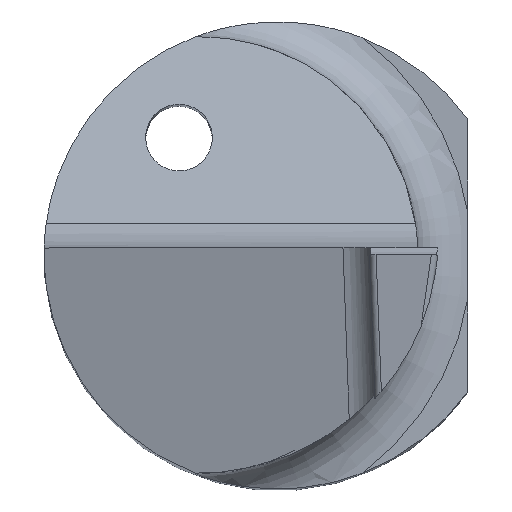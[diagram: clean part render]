
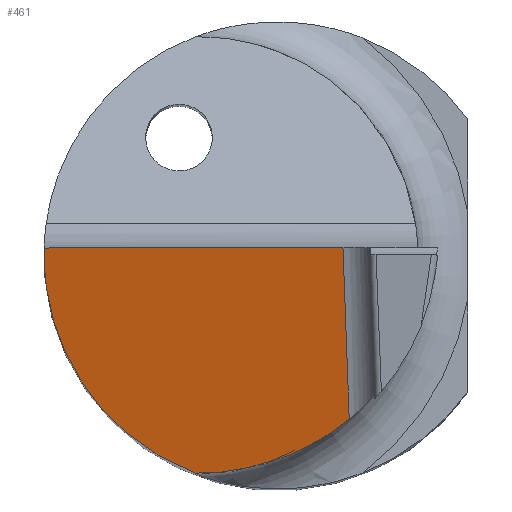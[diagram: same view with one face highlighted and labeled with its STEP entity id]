
A CAD part, top view. The second image highlights one B-rep face of the part: STEP entity #461.
In plain terms, the highlighted planar face has unit normal (-0.258, -0.07, 0.964).
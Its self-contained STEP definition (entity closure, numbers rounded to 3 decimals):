
#6 = EDGE_LOOP ( 'NONE', ( #144, #602, #80, #518, #718, #130 ) ) ;
#12 = CARTESIAN_POINT ( 'NONE',  ( -2.541, 0.1, 22.425 ) ) ;
#29 = CARTESIAN_POINT ( 'NONE',  ( -0.846, -3.282, 22.634 ) ) ;
#33 = VECTOR ( 'NONE', #120, 1000. ) ;
#43 = CARTESIAN_POINT ( 'NONE',  ( 0.076, -3.034, 22.899 ) ) ;
#63 = CARTESIAN_POINT ( 'NONE',  ( 0.799, -2.69, 23.118 ) ) ;
#69 = EDGE_CURVE ( 'NONE', #858, #799, #800, .T. ) ;
#80 = ORIENTED_EDGE ( 'NONE', *, *, #69, .F. ) ;
#120 = DIRECTION ( 'NONE',  ( -0.036, 0.997, 0.062 ) ) ;
#127 = CARTESIAN_POINT ( 'NONE',  ( -1.236, -3.274, 22.53 ) ) ;
#130 = ORIENTED_EDGE ( 'NONE', *, *, #370, .F. ) ;
#144 = ORIENTED_EDGE ( 'NONE', *, *, #654, .F. ) ;
#157 = VERTEX_POINT ( 'NONE', #813 ) ;
#171 = CARTESIAN_POINT ( 'NONE',  ( -3.499, 0.1, 22.168 ) ) ;
#192 = CARTESIAN_POINT ( 'NONE',  ( 0.161, -3.011, 22.924 ) ) ;
#214 = VERTEX_POINT ( 'NONE', #567 ) ;
#221 = CARTESIAN_POINT ( 'NONE',  ( -0.092, -3.091, 22.85 ) ) ;
#246 = CARTESIAN_POINT ( 'NONE',  ( 0.979, 0.1, 23.368 ) ) ;
#261 =( BOUNDED_CURVE ( )  B_SPLINE_CURVE ( 3, ( #399, #887, #546, #317 ),
 .UNSPECIFIED., .F., .F. ) 
 B_SPLINE_CURVE_WITH_KNOTS ( ( 4, 4 ),
 ( 5.337, 6.576 ),
 .UNSPECIFIED. ) 
 CURVE ( )  GEOMETRIC_REPRESENTATION_ITEM ( )  RATIONAL_B_SPLINE_CURVE ( ( 1., 0.876, 0.876, 1. ) ) 
 REPRESENTATION_ITEM ( '' )  );
#317 = CARTESIAN_POINT ( 'NONE',  ( -3.499, 0.1, 22.168 ) ) ;
#318 = EDGE_CURVE ( 'NONE', #667, #507, #897, .T. ) ;
#321 = CARTESIAN_POINT ( 'NONE',  ( -1.236, -3.274, 22.53 ) ) ;
#336 = CARTESIAN_POINT ( 'NONE',  ( -0.092, -3.091, 22.85 ) ) ;
#338 = PLANE ( 'NONE',  #356 ) ;
#356 = AXIS2_PLACEMENT_3D ( 'NONE', #571, #713, #640 ) ;
#364 = B_SPLINE_CURVE_WITH_KNOTS ( 'NONE', 3,
 ( #192, #43, #483, #699 ),
 .UNSPECIFIED., .F., .F.,
 ( 4, 4 ),
 ( 0.001, 0.001 ),
 .UNSPECIFIED. ) ;
#370 = EDGE_CURVE ( 'NONE', #214, #667, #364, .T. ) ;
#373 = EDGE_CURVE ( 'NONE', #157, #799, #828, .T. ) ;
#383 = DIRECTION ( 'NONE',  ( 0.966, 0., 0.259 ) ) ;
#389 = EDGE_CURVE ( 'NONE', #507, #858, #261, .T. ) ;
#399 = CARTESIAN_POINT ( 'NONE',  ( -1.236, -3.274, 22.53 ) ) ;
#434 = CARTESIAN_POINT ( 'NONE',  ( 1.072, -2.464, 23.207 ) ) ;
#461 = ADVANCED_FACE ( 'NONE', ( #555 ), #338, .T. ) ;
#483 = CARTESIAN_POINT ( 'NONE',  ( -0.008, -3.061, 22.874 ) ) ;
#507 = VERTEX_POINT ( 'NONE', #127 ) ;
#511 = CARTESIAN_POINT ( 'NONE',  ( 0.161, -3.011, 22.924 ) ) ;
#518 = ORIENTED_EDGE ( 'NONE', *, *, #389, .F. ) ;
#546 = CARTESIAN_POINT ( 'NONE',  ( -3.543, -1.445, 22.044 ) ) ;
#555 = FACE_OUTER_BOUND ( 'NONE', #6, .T. ) ;
#567 = CARTESIAN_POINT ( 'NONE',  ( 0.161, -3.011, 22.924 ) ) ;
#571 = CARTESIAN_POINT ( 'NONE',  ( -2.541, 0.1, 22.425 ) ) ;
#602 = ORIENTED_EDGE ( 'NONE', *, *, #373, .T. ) ;
#640 = DIRECTION ( 'NONE',  ( 0.966, 0., 0.259 ) ) ;
#654 = EDGE_CURVE ( 'NONE', #157, #214, #934, .T. ) ;
#667 = VERTEX_POINT ( 'NONE', #221 ) ;
#699 = CARTESIAN_POINT ( 'NONE',  ( -0.092, -3.091, 22.85 ) ) ;
#713 = DIRECTION ( 'NONE',  ( -0.258, -0.07, 0.964 ) ) ;
#718 = ORIENTED_EDGE ( 'NONE', *, *, #318, .F. ) ;
#720 = CARTESIAN_POINT ( 'NONE',  ( 0.489, -2.877, 23.021 ) ) ;
#767 = CARTESIAN_POINT ( 'NONE',  ( 0.979, 0.091, 23.367 ) ) ;
#799 = VERTEX_POINT ( 'NONE', #246 ) ;
#800 = LINE ( 'NONE', #12, #911 ) ;
#813 = CARTESIAN_POINT ( 'NONE',  ( 1.072, -2.464, 23.207 ) ) ;
#828 = LINE ( 'NONE', #767, #33 ) ;
#858 = VERTEX_POINT ( 'NONE', #171 ) ;
#887 = CARTESIAN_POINT ( 'NONE',  ( -2.682, -2.729, 22.182 ) ) ;
#897 =( BOUNDED_CURVE ( )  B_SPLINE_CURVE ( 3, ( #336, #914, #29, #321 ),
 .UNSPECIFIED., .F., .F. ) 
 B_SPLINE_CURVE_WITH_KNOTS ( ( 4, 4 ),
 ( 4.639, 4.995 ),
 .UNSPECIFIED. ) 
 CURVE ( )  GEOMETRIC_REPRESENTATION_ITEM ( )  RATIONAL_B_SPLINE_CURVE ( ( 1., 0.989, 0.989, 1. ) ) 
 REPRESENTATION_ITEM ( '' )  );
#911 = VECTOR ( 'NONE', #383, 1000. ) ;
#914 = CARTESIAN_POINT ( 'NONE',  ( -0.46, -3.22, 22.742 ) ) ;
#934 = B_SPLINE_CURVE_WITH_KNOTS ( 'NONE', 3,
 ( #434, #63, #720, #511 ),
 .UNSPECIFIED., .F., .F.,
 ( 4, 4 ),
 ( 0.001, 0.002 ),
 .UNSPECIFIED. ) ;
